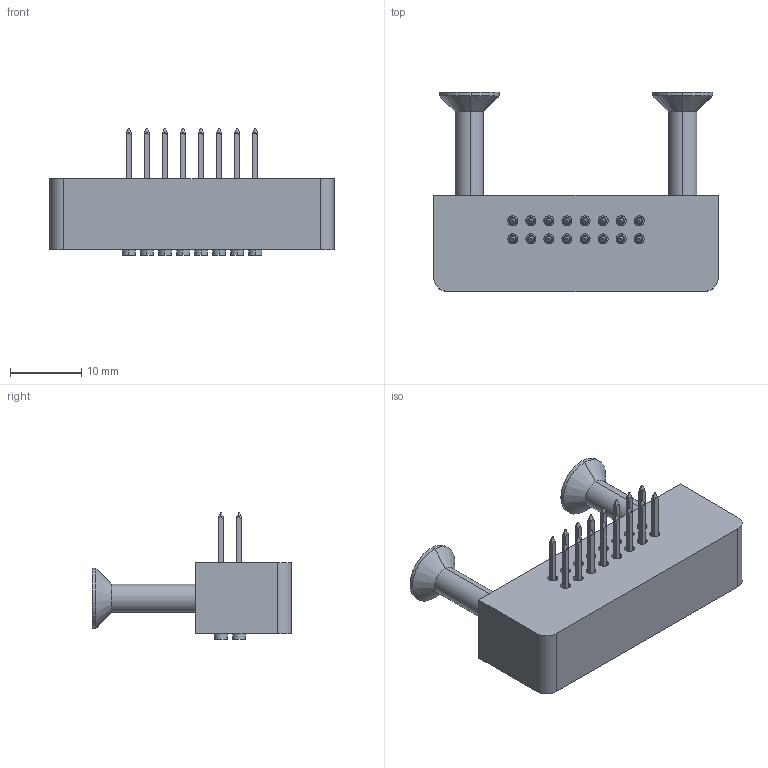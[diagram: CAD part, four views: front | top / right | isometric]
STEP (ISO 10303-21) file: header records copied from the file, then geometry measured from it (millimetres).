
FILE_DESCRIPTION (( 'STEP AP203' ), '1' );
FILE_NAME ('INGUN_53337.STEP', '2023-06-01T09:40:03', ( '' ), ( '' ), 'SwSTEP 2.0', 'SolidWorks 2021', '' );
FILE_SCHEMA (( 'CONFIG_CONTROL_DESIGN' ));
Length unit declared in the file: millimetre
Products named in the file (4): KT-Master__ADA~kt_KT-158 02; DIN7991~n_M04,0x020; INGUN_53337; 31511~0_S
Assembly tree (19 placements, depth 2):
  INGUN_53337
    31511~0_S
    KT-Master__ADA~kt_KT-158 02  x16
    DIN7991~n_M04,0x020  x2
Bounding box: 40 x 28 x 17.85 mm (x, y, z)
Volume: 5739.8 mm3; surface area: 4733.3 mm2
Topology: 35 solids, 35 shells, 664 faces, 1424 edges, 878 vertices
Faces by surface type: cylinder 336, plane 188, cone 108, torus 32
Entity records: 4387 total; most frequent: CARTESIAN_POINT 698, DIRECTION 671, ORIENTED_EDGE 542, AXIS2_PLACEMENT_3D 283, EDGE_CURVE 271, VERTEX_POINT 174, CIRCLE 150, EDGE_LOOP 149
